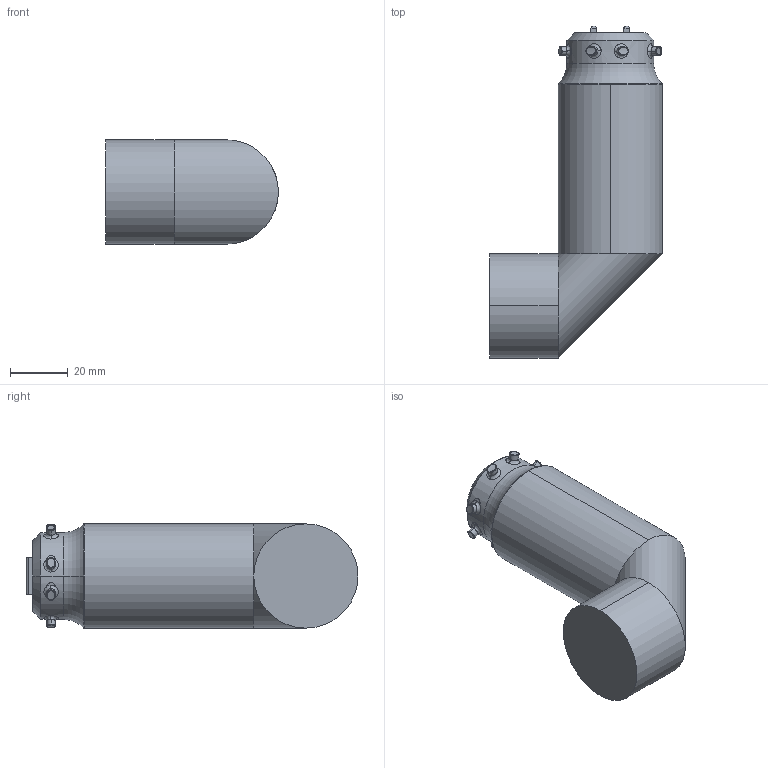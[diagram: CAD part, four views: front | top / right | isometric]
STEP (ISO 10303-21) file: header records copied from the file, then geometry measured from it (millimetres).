
FILE_DESCRIPTION (( 'STEP AP203' ), '1' );
FILE_NAME ('p8_Default_sldprt.STEP', '2024-01-07T19:18:57', ( '' ), ( '' ), 'SwSTEP 2.0', 'SolidWorks 2021', '' );
FILE_SCHEMA (( 'CONFIG_CONTROL_DESIGN' ));
Length unit declared in the file: millimetre
Products named in the file (1): p8_Default_sldprt
Bounding box: 59.67 x 114.67 x 36 mm (x, y, z)
Volume: 122695.6 mm3; surface area: 17215.2 mm2
Topology: 1 solids, 1 shells, 103 faces, 246 edges, 153 vertices
Faces by surface type: bspline 48, cylinder 34, plane 10, torus 9, cone 2
Entity records: 8337 total; most frequent: CARTESIAN_POINT 6289, ORIENTED_EDGE 488, DIRECTION 288, EDGE_CURVE 244, VERTEX_POINT 153, AXIS2_PLACEMENT_3D 122, B_SPLINE_CURVE_WITH_KNOTS 118, EDGE_LOOP 113
